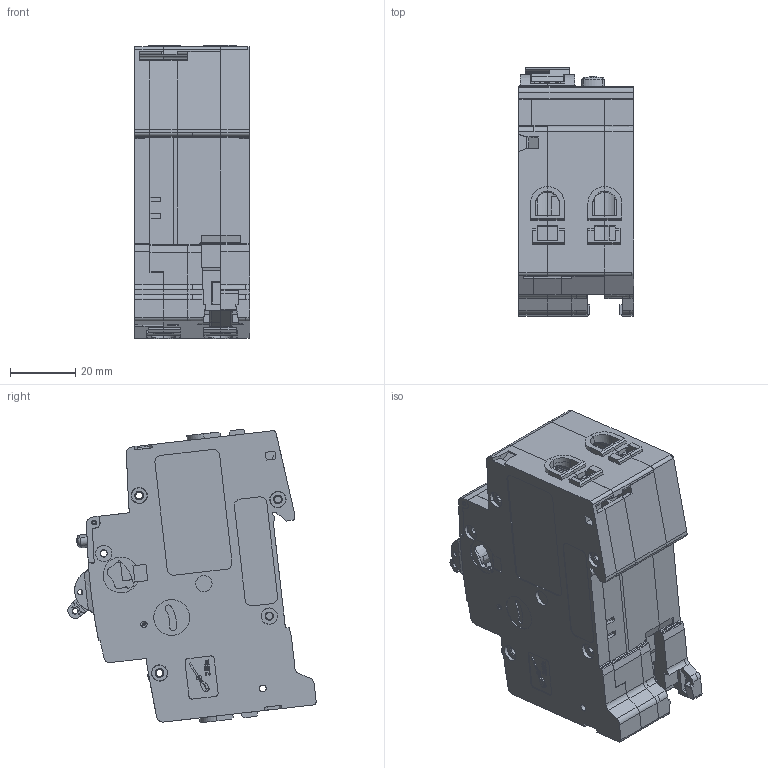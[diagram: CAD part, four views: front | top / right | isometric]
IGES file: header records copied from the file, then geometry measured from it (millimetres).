
Start section: START RECORD GO HERE.
Global section: file name: 04161217-----_000_A0_AFDD (3D PRODUCT SKIN).igs; native system: DASSAULT SYSTEMES CATIA V5 R20 - www.3ds.com; preprocessor: CATIA Version 5 Release 20 SP 6 ; author: ITCLBOT; organization: EUROPE; date: 20180516.155325; units: millimetre
Bounding box: 35.3 x 76.21 x 90.1 mm (x, y, z)
Surface area: 67186.8 mm2 (no closed solid volume)
Topology: 0 solids, 0 shells, 3233 faces, 18297 edges, 18250 vertices
Faces by surface type: plane 2077, revolution 1119, bspline 29, extrusion 8
